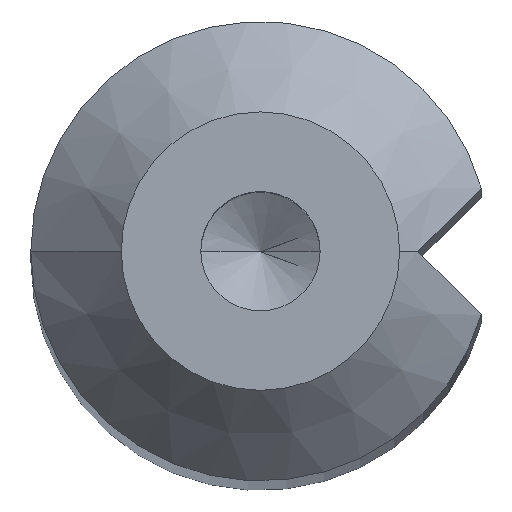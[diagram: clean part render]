
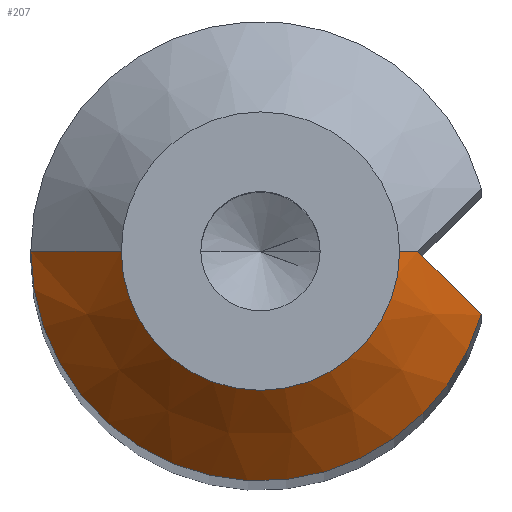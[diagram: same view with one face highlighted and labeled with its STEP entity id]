
A CAD part, top view. The second image highlights one B-rep face of the part: STEP entity #207.
In plain terms, the highlighted conical face has half-angle 45 degrees and reference radius 3.85 mm.
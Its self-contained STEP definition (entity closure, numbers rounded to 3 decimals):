
#1 = ORIENTED_EDGE ( 'NONE', *, *, #88, .F. ) ;
#12 = CARTESIAN_POINT ( 'NONE',  ( 3.85, 0., 76.2 ) ) ;
#32 = CARTESIAN_POINT ( 'NONE',  ( 4.354, 0., 75.696 ) ) ;
#33 = VERTEX_POINT ( 'NONE', #350 ) ;
#37 = DIRECTION ( 'NONE',  ( 0., 0., -1. ) ) ;
#46 = DIRECTION ( 'NONE',  ( 0.707, 0., -0.707 ) ) ;
#51 = CARTESIAN_POINT ( 'NONE',  ( 5.537, -1.183, 74.393 ) ) ;
#55 = AXIS2_PLACEMENT_3D ( 'NONE', #289, #37, #329 ) ;
#81 = ORIENTED_EDGE ( 'NONE', *, *, #315, .F. ) ;
#83 = VERTEX_POINT ( 'NONE', #153 ) ;
#86 = CARTESIAN_POINT ( 'NONE',  ( 4.354, 0., 75.696 ) ) ;
#88 = EDGE_CURVE ( 'NONE', #33, #434, #261, .T. ) ;
#89 = ORIENTED_EDGE ( 'NONE', *, *, #244, .T. ) ;
#105 = EDGE_LOOP ( 'NONE', ( #139, #1, #89, #81, #435 ) ) ;
#114 = CARTESIAN_POINT ( 'NONE',  ( 0., 0., 76.2 ) ) ;
#119 = DIRECTION ( 'NONE',  ( 0., 0., -1. ) ) ;
#127 = DIRECTION ( 'NONE',  ( -1., 0., 0. ) ) ;
#139 = ORIENTED_EDGE ( 'NONE', *, *, #235, .F. ) ;
#153 = CARTESIAN_POINT ( 'NONE',  ( -6.35, 0., 73.7 ) ) ;
#155 = CONICAL_SURFACE ( 'NONE', #190, 3.85, 0.785 ) ;
#159 = VERTEX_POINT ( 'NONE', #32 ) ;
#177 = CARTESIAN_POINT ( 'NONE',  ( 6.104, -1.75, 73.7 ) ) ;
#186 = VECTOR ( 'NONE', #46, 1000. ) ;
#190 = AXIS2_PLACEMENT_3D ( 'NONE', #290, #119, #127 ) ;
#203 = DIRECTION ( 'NONE',  ( -0.707, 0., -0.707 ) ) ;
#207 = ADVANCED_FACE ( 'NONE', ( #260 ), #155, .T. ) ;
#220 = AXIS2_PLACEMENT_3D ( 'NONE', #114, #478, #241 ) ;
#235 = EDGE_CURVE ( 'NONE', #434, #159, #461, .T. ) ;
#241 = DIRECTION ( 'NONE',  ( 1., 0., 0. ) ) ;
#244 = EDGE_CURVE ( 'NONE', #33, #83, #300, .T. ) ;
#257 = VECTOR ( 'NONE', #203, 1000. ) ;
#260 = FACE_OUTER_BOUND ( 'NONE', #105, .T. ) ;
#261 = CIRCLE ( 'NONE', #220, 3.85 ) ;
#262 = CARTESIAN_POINT ( 'NONE',  ( 4.661, -0.307, 75.389 ) ) ;
#289 = CARTESIAN_POINT ( 'NONE',  ( 0., 0., 73.7 ) ) ;
#290 = CARTESIAN_POINT ( 'NONE',  ( 0., 0., 76.2 ) ) ;
#300 = LINE ( 'NONE', #455, #257 ) ;
#315 = EDGE_CURVE ( 'NONE', #519, #83, #327, .T. ) ;
#327 = CIRCLE ( 'NONE', #55, 6.35 ) ;
#329 = DIRECTION ( 'NONE',  ( 1., 0., 0. ) ) ;
#332 = CARTESIAN_POINT ( 'NONE',  ( 5.822, -1.468, 74.049 ) ) ;
#341 = CARTESIAN_POINT ( 'NONE',  ( 6.104, -1.75, 73.7 ) ) ;
#350 = CARTESIAN_POINT ( 'NONE',  ( -3.85, 0., 76.2 ) ) ;
#381 = B_SPLINE_CURVE_WITH_KNOTS ( 'NONE', 3,
 ( #86, #262, #505, #51, #332, #341 ),
 .UNSPECIFIED., .F., .F.,
 ( 4, 2, 4 ),
 ( 0., 0.002, 0.003 ),
 .UNSPECIFIED. ) ;
#409 = CARTESIAN_POINT ( 'NONE',  ( 3.85, 0., 76.2 ) ) ;
#434 = VERTEX_POINT ( 'NONE', #12 ) ;
#435 = ORIENTED_EDGE ( 'NONE', *, *, #441, .F. ) ;
#441 = EDGE_CURVE ( 'NONE', #159, #519, #381, .T. ) ;
#455 = CARTESIAN_POINT ( 'NONE',  ( -3.85, 0., 76.2 ) ) ;
#461 = LINE ( 'NONE', #409, #186 ) ;
#478 = DIRECTION ( 'NONE',  ( 0., 0., 1. ) ) ;
#505 = CARTESIAN_POINT ( 'NONE',  ( 4.956, -0.602, 75.063 ) ) ;
#519 = VERTEX_POINT ( 'NONE', #177 ) ;
